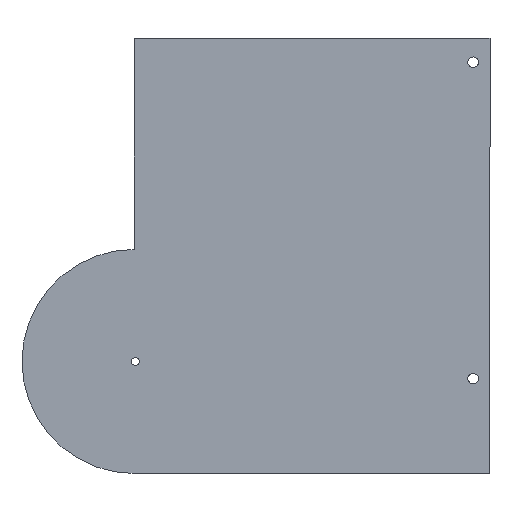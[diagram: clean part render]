
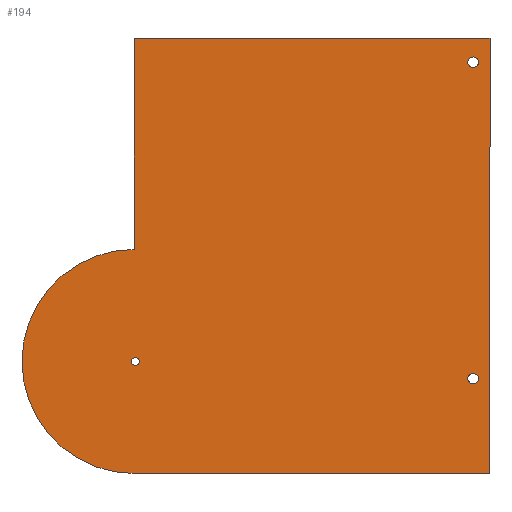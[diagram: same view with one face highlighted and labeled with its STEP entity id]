
A CAD part, left-side view. The second image highlights one B-rep face of the part: STEP entity #194.
In plain terms, the highlighted planar face has unit normal (-1, 0, 0).
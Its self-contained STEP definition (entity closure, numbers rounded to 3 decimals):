
#18=FACE_BOUND('',#50,.T.);
#19=FACE_BOUND('',#51,.T.);
#20=FACE_BOUND('',#52,.T.);
#26=PLANE('',#226);
#36=FACE_OUTER_BOUND('',#49,.T.);
#49=EDGE_LOOP('',(#173,#174,#175,#176,#177));
#50=EDGE_LOOP('',(#178));
#51=EDGE_LOOP('',(#179));
#52=EDGE_LOOP('',(#180));
#59=LINE('',#313,#75);
#62=LINE('',#319,#78);
#65=LINE('',#325,#81);
#68=LINE('',#329,#84);
#75=VECTOR('',#261,10.);
#78=VECTOR('',#266,10.);
#81=VECTOR('',#271,10.);
#84=VECTOR('',#276,10.);
#86=CIRCLE('',#211,2.);
#88=CIRCLE('',#214,2.);
#90=CIRCLE('',#217,1.5);
#92=CIRCLE('',#220,42.5);
#94=VERTEX_POINT('',#285);
#96=VERTEX_POINT('',#291);
#98=VERTEX_POINT('',#297);
#101=VERTEX_POINT('',#304);
#102=VERTEX_POINT('',#306);
#104=VERTEX_POINT('',#312);
#106=VERTEX_POINT('',#318);
#108=VERTEX_POINT('',#324);
#111=EDGE_CURVE('',#94,#94,#86,.T.);
#114=EDGE_CURVE('',#96,#96,#88,.T.);
#117=EDGE_CURVE('',#98,#98,#90,.T.);
#120=EDGE_CURVE('',#102,#101,#92,.T.);
#123=EDGE_CURVE('',#104,#102,#59,.T.);
#126=EDGE_CURVE('',#106,#104,#62,.T.);
#129=EDGE_CURVE('',#108,#106,#65,.T.);
#132=EDGE_CURVE('',#101,#108,#68,.T.);
#173=ORIENTED_EDGE('',*,*,#132,.T.);
#174=ORIENTED_EDGE('',*,*,#129,.T.);
#175=ORIENTED_EDGE('',*,*,#126,.T.);
#176=ORIENTED_EDGE('',*,*,#123,.T.);
#177=ORIENTED_EDGE('',*,*,#120,.T.);
#178=ORIENTED_EDGE('',*,*,#111,.T.);
#179=ORIENTED_EDGE('',*,*,#114,.T.);
#180=ORIENTED_EDGE('',*,*,#117,.T.);
#194=ADVANCED_FACE('',(#36,#18,#19,#20),#26,.F.);
#211=AXIS2_PLACEMENT_3D('',#287,#234,#235);
#214=AXIS2_PLACEMENT_3D('',#293,#241,#242);
#217=AXIS2_PLACEMENT_3D('',#299,#248,#249);
#220=AXIS2_PLACEMENT_3D('',#307,#255,#256);
#226=AXIS2_PLACEMENT_3D('',#331,#279,#280);
#234=DIRECTION('center_axis',(1.,0.,0.));
#235=DIRECTION('ref_axis',(0.,0.,-1.));
#241=DIRECTION('center_axis',(1.,0.,0.));
#242=DIRECTION('ref_axis',(0.,0.,-1.));
#248=DIRECTION('center_axis',(1.,0.,0.));
#249=DIRECTION('ref_axis',(0.,0.,-1.));
#255=DIRECTION('center_axis',(-1.,0.,0.));
#256=DIRECTION('ref_axis',(0.,0.,-1.));
#261=DIRECTION('',(0.,0.,-1.));
#266=DIRECTION('',(0.,1.,0.));
#271=DIRECTION('',(0.,0.,1.));
#276=DIRECTION('',(0.,-1.,0.));
#279=DIRECTION('center_axis',(1.,0.,0.));
#280=DIRECTION('ref_axis',(0.,0.,-1.));
#285=CARTESIAN_POINT('',(-1.5,6.412,-7.));
#287=CARTESIAN_POINT('Origin',(-1.5,6.412,-9.));
#291=CARTESIAN_POINT('',(-1.5,6.412,-127.));
#293=CARTESIAN_POINT('Origin',(-1.5,6.412,-129.));
#297=CARTESIAN_POINT('',(-1.5,134.5,-121.));
#299=CARTESIAN_POINT('Origin',(-1.5,134.5,-122.5));
#304=CARTESIAN_POINT('',(-1.5,135.,-165.));
#306=CARTESIAN_POINT('',(-1.5,135.,-80.));
#307=CARTESIAN_POINT('Origin',(-1.5,135.,-122.5));
#312=CARTESIAN_POINT('',(-1.5,135.,0.));
#313=CARTESIAN_POINT('',(-1.5,135.,0.));
#318=CARTESIAN_POINT('',(-1.5,0.,0.));
#319=CARTESIAN_POINT('',(-1.5,0.,0.));
#324=CARTESIAN_POINT('',(-1.5,0.,-165.));
#325=CARTESIAN_POINT('',(-1.5,0.,-165.));
#329=CARTESIAN_POINT('',(-1.5,135.,-165.));
#331=CARTESIAN_POINT('Origin',(-1.5,88.75,-82.5));
